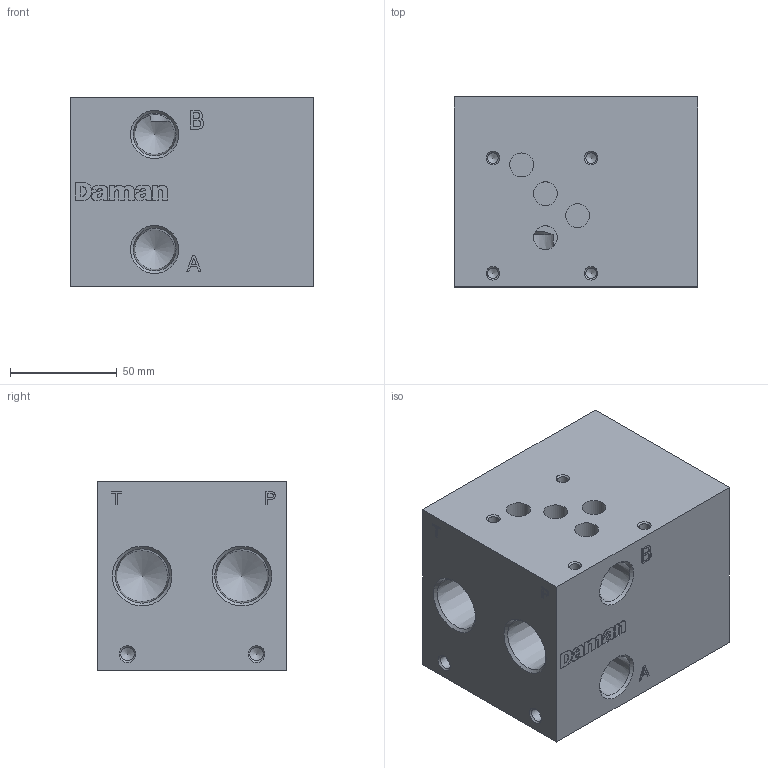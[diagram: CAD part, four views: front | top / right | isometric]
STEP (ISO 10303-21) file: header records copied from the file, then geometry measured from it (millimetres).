
FILE_DESCRIPTION( ( 'STEP AP214' ), ' ' );
FILE_NAME( 'AD05P013P_C.stp', '2018-05-10T03:08:32', ( '' ), ( '' ), ' ', 'PARTsolutions', ' ' );
FILE_SCHEMA( ( 'AUTOMOTIVE_DESIGN { 1 0 10303 214 1 1 1 1 }' ) );
Length unit declared in the file: inch
Products named in the file (1): _AD05P013P/C
Bounding box: 114.3 x 88.9 x 88.9 mm (x, y, z)
Volume: 813879.3 mm3; surface area: 73599.7 mm2
Topology: 1 solids, 1 shells, 239 faces, 616 edges, 402 vertices
Faces by surface type: plane 145, cylinder 56, cone 38
Full cylindrical faces by diameter (mm): 4.976 x4, 6.411 x4, 11.201 x4, 14.275 x1, 15.9 x1, 20.625 x1, 30.175 x1
Entity records: 8764 total; most frequent: CARTESIAN_POINT 1218, DIRECTION 1154, ORIENTED_EDGE 1076, EDGE_CURVE 538, LINE 394, VECTOR 394, VERTEX_POINT 392, AXIS2_PLACEMENT_3D 380
